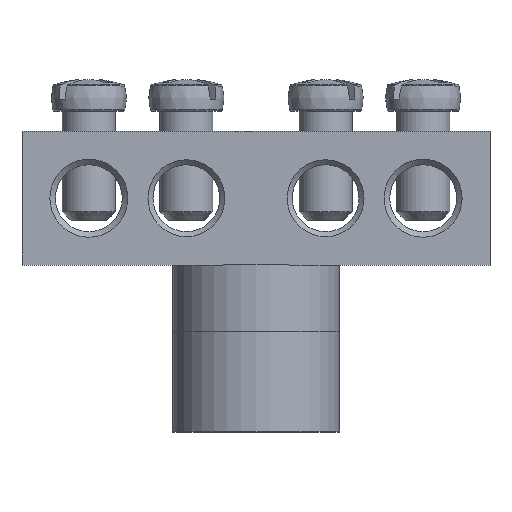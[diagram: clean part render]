
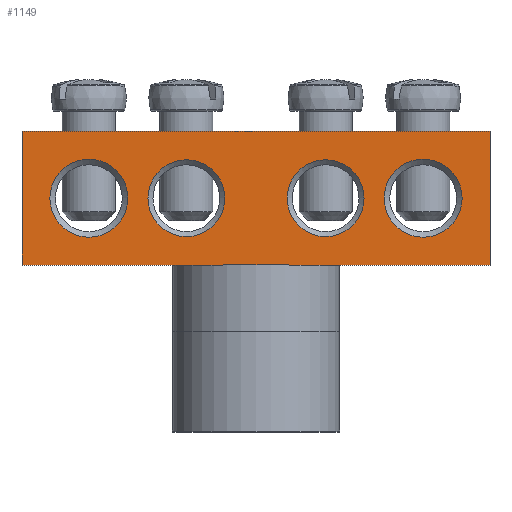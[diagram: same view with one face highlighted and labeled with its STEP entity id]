
A CAD part, top view. The second image highlights one B-rep face of the part: STEP entity #1149.
In plain terms, the highlighted planar face has unit normal (0, 0, 1).
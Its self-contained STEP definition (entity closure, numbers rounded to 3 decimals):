
#68=LINE('',#1815,#114);
#69=LINE('',#1817,#115);
#70=LINE('',#1819,#116);
#71=LINE('',#1820,#117);
#114=VECTOR('',#1415,42.);
#115=VECTOR('',#1416,12.);
#116=VECTOR('',#1417,42.);
#117=VECTOR('',#1418,12.);
#157=PLANE('',#1235);
#213=FACE_BOUND('',#422,.T.);
#214=FACE_BOUND('',#423,.T.);
#215=FACE_BOUND('',#424,.T.);
#216=FACE_BOUND('',#425,.T.);
#265=CIRCLE('',#1234,3.45);
#266=CIRCLE('',#1236,3.45);
#267=CIRCLE('',#1237,3.5);
#268=CIRCLE('',#1238,3.5);
#339=FACE_OUTER_BOUND('',#421,.T.);
#421=EDGE_LOOP('',(#820,#821,#822,#823));
#422=EDGE_LOOP('',(#824));
#423=EDGE_LOOP('',(#825));
#424=EDGE_LOOP('',(#826));
#425=EDGE_LOOP('',(#827));
#562=VERTEX_POINT('',#1810);
#563=VERTEX_POINT('',#1813);
#564=VERTEX_POINT('',#1814);
#565=VERTEX_POINT('',#1816);
#566=VERTEX_POINT('',#1818);
#567=VERTEX_POINT('',#1821);
#568=VERTEX_POINT('',#1823);
#569=VERTEX_POINT('',#1825);
#672=EDGE_CURVE('',#562,#562,#265,.T.);
#673=EDGE_CURVE('',#563,#564,#68,.T.);
#674=EDGE_CURVE('',#564,#565,#69,.T.);
#675=EDGE_CURVE('',#565,#566,#70,.T.);
#676=EDGE_CURVE('',#566,#563,#71,.T.);
#677=EDGE_CURVE('',#567,#567,#266,.T.);
#678=EDGE_CURVE('',#568,#568,#267,.T.);
#679=EDGE_CURVE('',#569,#569,#268,.T.);
#820=ORIENTED_EDGE('',*,*,#673,.T.);
#821=ORIENTED_EDGE('',*,*,#674,.T.);
#822=ORIENTED_EDGE('',*,*,#675,.T.);
#823=ORIENTED_EDGE('',*,*,#676,.T.);
#824=ORIENTED_EDGE('',*,*,#677,.F.);
#825=ORIENTED_EDGE('',*,*,#678,.F.);
#826=ORIENTED_EDGE('',*,*,#679,.F.);
#827=ORIENTED_EDGE('',*,*,#672,.F.);
#1149=ADVANCED_FACE('',(#339,#213,#214,#215,#216),#157,.T.);
#1234=AXIS2_PLACEMENT_3D('',#1811,#1411,#1412);
#1235=AXIS2_PLACEMENT_3D('',#1812,#1413,#1414);
#1236=AXIS2_PLACEMENT_3D('',#1822,#1419,#1420);
#1237=AXIS2_PLACEMENT_3D('',#1824,#1421,#1422);
#1238=AXIS2_PLACEMENT_3D('',#1826,#1423,#1424);
#1411=DIRECTION('center_axis',(0.,0.,1.));
#1412=DIRECTION('ref_axis',(1.,0.,0.));
#1413=DIRECTION('center_axis',(0.,0.,1.));
#1414=DIRECTION('ref_axis',(1.,0.,0.));
#1415=DIRECTION('',(-1.,0.,0.));
#1416=DIRECTION('',(0.,-1.,0.));
#1417=DIRECTION('',(1.,0.,0.));
#1418=DIRECTION('',(0.,1.,0.));
#1419=DIRECTION('center_axis',(0.,0.,1.));
#1420=DIRECTION('ref_axis',(-1.,0.,0.));
#1421=DIRECTION('center_axis',(0.,0.,1.));
#1422=DIRECTION('ref_axis',(-1.,0.,0.));
#1423=DIRECTION('center_axis',(0.,0.,1.));
#1424=DIRECTION('ref_axis',(-1.,0.,0.));
#1810=CARTESIAN_POINT('',(2.8,0.,4.));
#1811=CARTESIAN_POINT('Origin',(6.25,0.,4.));
#1812=CARTESIAN_POINT('Origin',(0.,0.,4.));
#1813=CARTESIAN_POINT('',(21.,6.,4.));
#1814=CARTESIAN_POINT('',(-21.,6.,4.));
#1815=CARTESIAN_POINT('',(-21.,6.,4.));
#1816=CARTESIAN_POINT('',(-21.,-6.,4.));
#1817=CARTESIAN_POINT('',(-21.,-6.,4.));
#1818=CARTESIAN_POINT('',(21.,-6.,4.));
#1819=CARTESIAN_POINT('',(21.,-6.,4.));
#1820=CARTESIAN_POINT('',(21.,6.,4.));
#1821=CARTESIAN_POINT('',(-2.8,0.,4.));
#1822=CARTESIAN_POINT('Origin',(-6.25,0.,4.));
#1823=CARTESIAN_POINT('',(-11.5,0.,4.));
#1824=CARTESIAN_POINT('Origin',(-15.,0.,4.));
#1825=CARTESIAN_POINT('',(18.5,0.,4.));
#1826=CARTESIAN_POINT('Origin',(15.,0.,4.));
